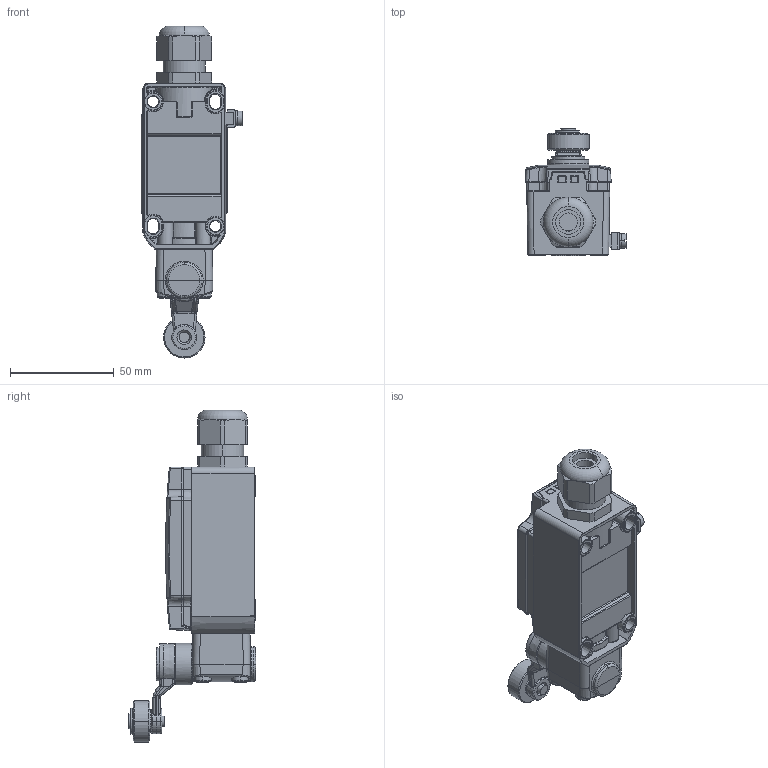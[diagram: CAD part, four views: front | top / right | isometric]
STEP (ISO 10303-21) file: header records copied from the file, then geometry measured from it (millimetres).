
FILE_DESCRIPTION((''),'2;1');
FILE_NAME('1400733_SW0001','2016-05-03T',('sharbsmeier'),('.steute Schaltgeräte GmbH, Löhne'),'PRO/ENGINEER BY PARAMETRIC TECHNOLOGY CORPORATION, 2015070','PRO/ENGINEER BY PARAMETRIC TECHNOLOGY CORPORATION, 2015070','');
FILE_SCHEMA(('CONFIG_CONTROL_DESIGN'));
Products named in the file (1): 1400733_SW0001
Bounding box: 48.81 x 61.4 x 160 mm (x, y, z)
Surface area: 45308.6 mm2 (no closed solid volume)
Topology: 0 solids, 43 shells, 1481 faces, 4710 edges, 3206 vertices
Faces by surface type: plane 468, cylinder 415, bspline 272, cone 114, torus 113, extrusion 82, sphere 17
Entity records: 65354 total; most frequent: CARTESIAN_POINT 27385, ORIENTED_EDGE 7974, DIRECTION 6904, EDGE_CURVE 4697, VERTEX_POINT 3205, AXIS2_PLACEMENT_3D 2397, VECTOR 2110, LINE 2028
